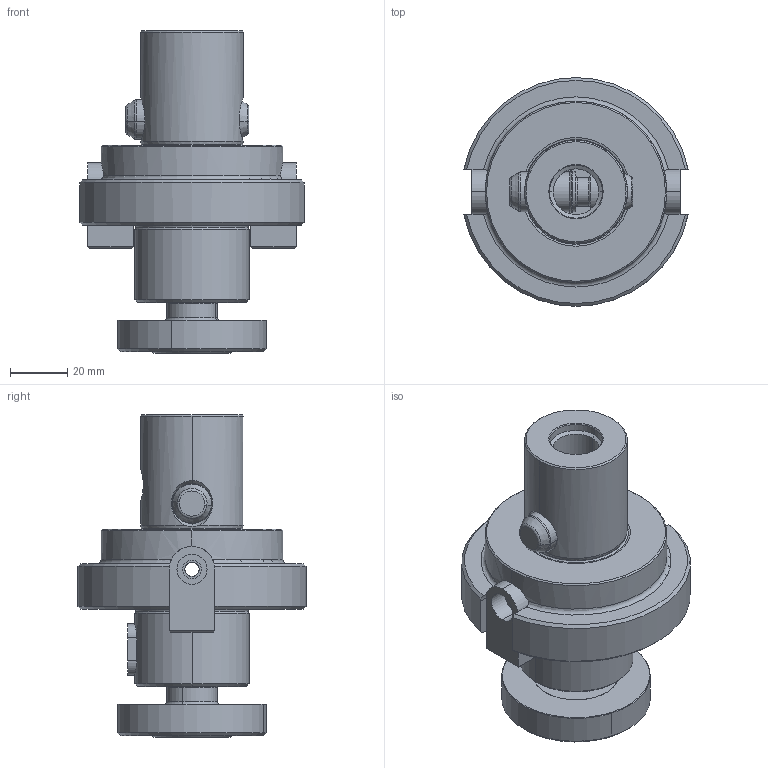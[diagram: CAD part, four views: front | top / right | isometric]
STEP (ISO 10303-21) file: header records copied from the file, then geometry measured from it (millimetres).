
FILE_DESCRIPTION(('no description'),'unknown implementation level');
FILE_NAME('F5A49FE5-AB01-48F4-972C-67DD815783B5_export.stp',' ',('CIMSOURCE GmbH'),('CADClick - KiM GmbH - www.kimweb.de'),'unknown preprocess','ACIS','unknown authorization');
FILE_SCHEMA(('automotive_design'));
Length unit declared in the file: millimetre
Products named in the file (8): 335.434 Kaiser CKS6 X F40|335.434 Kaiser CKS6 X F40_Standard;NONE; 335.434 Kaiser CKS6 X F40|691.609 Kaiser ETL MST 40 (Paar)_Standard;NONE; 335.434 Kaiser CKS6 X F40|691.603 kaiser ETL FK 10 X 8_Standard;NONE; 335.434 Kaiser CKS6 X F40|690.707 Kaiser ETL FR40_M20_Standard-1;NONE; 335.434 Kaiser CKS6 X F40|690.707 Kaiser ETL FR40_M20_Standard;NONE; 335.434 Kaiser CKS6 X F40|691.506 Kaiser ETL �14 X 43K_Standard|691.526 Mitnehmerbolzen_Standard;NONE; 335.434 Kaiser CKS6 X F40|691.506 Kaiser ETL �14 X 43K_Standard|693.305 Sprengring_Standard;NONE
Bounding box: 78.41 x 80 x 112.68 mm (x, y, z)
Volume: 202450.1 mm3; surface area: 49825 mm2
Topology: 8 solids, 8 shells, 226 faces, 524 edges, 313 vertices
Faces by surface type: cylinder 74, plane 70, cone 48, torus 34
Entity records: 13619 total; most frequent: CARTESIAN_POINT 2278, DIRECTION 1148, STYLED_ITEM 1069, PRESENTATION_STYLE_ASSIGNMENT 1069, COLOUR_RGB 1069, ORIENTED_EDGE 1044, EDGE_CURVE 522, CURVE_STYLE 522
